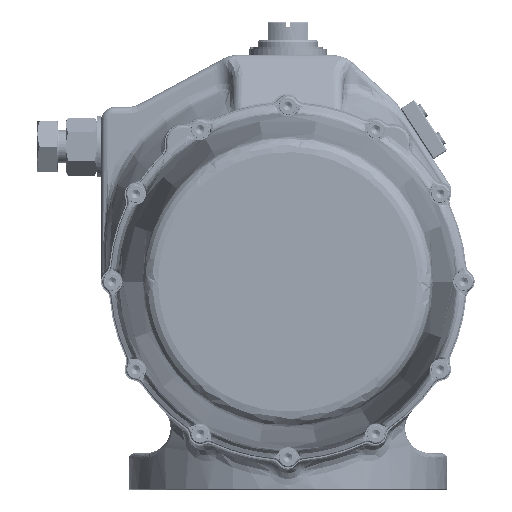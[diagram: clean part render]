
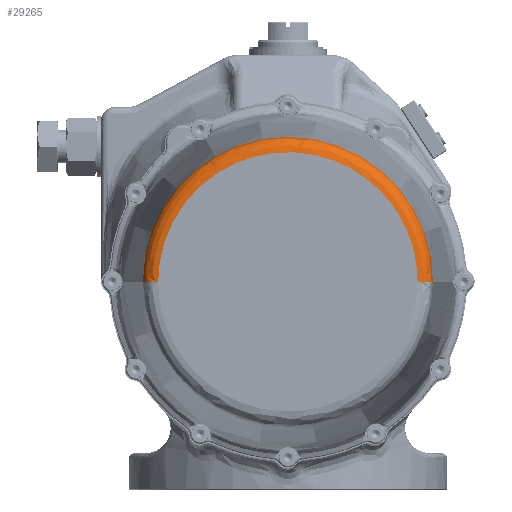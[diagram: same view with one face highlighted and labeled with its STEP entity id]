
A CAD part, left-side view. The second image highlights one B-rep face of the part: STEP entity #29265.
In plain terms, the highlighted free-form (B-spline) face has degree [3, 3] with [4, 4] control points.
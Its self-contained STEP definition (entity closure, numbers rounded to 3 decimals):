
#6876 = CARTESIAN_POINT ( 'NONE',  ( -118.049, 0., 342. ) ) ;
#10451 = CARTESIAN_POINT ( 'NONE',  ( -131.474, 0., 336.712 ) ) ;
#10845 = CIRCLE ( 'NONE', #30347, 132.015 ) ;
#11133 = DIRECTION ( 'NONE',  ( 0., 1., 0. ) ) ;
#13467 = CIRCLE ( 'NONE', #23570, 14. ) ;
#16566 = EDGE_LOOP ( 'NONE', ( #81603, #54062, #48274, #82386 ) ) ;
#17837 = CARTESIAN_POINT ( 'NONE',  ( -131.474, 262.949, 336.712 ) ) ;
#18070 = DIRECTION ( 'NONE',  ( 0., 0., -1. ) ) ;
#20359 = CARTESIAN_POINT ( 'NONE',  ( -132.015, 0., 328.977 ) ) ;
#21686 = DIRECTION ( 'NONE',  ( -1., 0., 0. ) ) ;
#23570 = AXIS2_PLACEMENT_3D ( 'NONE', #32461, #11133, #72159 ) ;
#24676 = CARTESIAN_POINT ( 'NONE',  ( 125.803, 251.607, 342. ) ) ;
#25324 =( BOUNDED_SURFACE ( )  B_SPLINE_SURFACE ( 3, 3, ( 
 ( #43943, #58415, #51340, #77700 ),
 ( #51048, #24676, #44837, #71765 ),
 ( #58704, #71482, #17837, #10451 ),
 ( #85079, #85373, #65204, #72065 ) ),
 .UNSPECIFIED., .F., .F., .F. ) 
 B_SPLINE_SURFACE_WITH_KNOTS ( ( 4, 4 ),
 ( 4, 4 ),
 ( 0., 1. ),
 ( 0., 1. ),
 .UNSPECIFIED. ) 
 GEOMETRIC_REPRESENTATION_ITEM ( )  RATIONAL_B_SPLINE_SURFACE ( (
 ( 1., 0.333, 0.333, 1.),
 ( 0.821, 0.274, 0.274, 0.821),
 ( 0.821, 0.274, 0.274, 0.821),
 ( 1., 0.333, 0.333, 1.) ) ) 
 REPRESENTATION_ITEM ( '' )  SURFACE ( )  );
#26035 = AXIS2_PLACEMENT_3D ( 'NONE', #28540, #75324, #21686 ) ;
#26047 = CARTESIAN_POINT ( 'NONE',  ( 118.049, 0., 342. ) ) ;
#28540 = CARTESIAN_POINT ( 'NONE',  ( -118.049, 0., 328. ) ) ;
#29153 = EDGE_CURVE ( 'NONE', #51136, #54862, #68692, .T. ) ;
#29265 = ADVANCED_FACE ( 'NONE', ( #66593 ), #25324, .T. ) ;
#30347 = AXIS2_PLACEMENT_3D ( 'NONE', #38519, #18070, #66018 ) ;
#30656 = EDGE_CURVE ( 'NONE', #51136, #39441, #34838, .T. ) ;
#32461 = CARTESIAN_POINT ( 'NONE',  ( 118.049, 0., 328. ) ) ;
#33158 = CARTESIAN_POINT ( 'NONE',  ( 132.015, 0., 328.977 ) ) ;
#34838 = CIRCLE ( 'NONE', #26035, 14. ) ;
#37620 = CARTESIAN_POINT ( 'NONE',  ( -118.049, 0., 342. ) ) ;
#38519 = CARTESIAN_POINT ( 'NONE',  ( 0., 0., 328.977 ) ) ;
#39441 = VERTEX_POINT ( 'NONE', #20359 ) ;
#43943 = CARTESIAN_POINT ( 'NONE',  ( 118.049, 0., 342. ) ) ;
#44837 = CARTESIAN_POINT ( 'NONE',  ( -125.803, 251.607, 342. ) ) ;
#47165 = CARTESIAN_POINT ( 'NONE',  ( -118.049, 236.099, 342. ) ) ;
#48274 = ORIENTED_EDGE ( 'NONE', *, *, #51897, .T. ) ;
#51048 = CARTESIAN_POINT ( 'NONE',  ( 125.803, 0., 342. ) ) ;
#51136 = VERTEX_POINT ( 'NONE', #37620 ) ;
#51340 = CARTESIAN_POINT ( 'NONE',  ( -118.049, 236.099, 342. ) ) ;
#51897 = EDGE_CURVE ( 'NONE', #54862, #54974, #13467, .T. ) ;
#54062 = ORIENTED_EDGE ( 'NONE', *, *, #29153, .T. ) ;
#54862 = VERTEX_POINT ( 'NONE', #26047 ) ;
#54974 = VERTEX_POINT ( 'NONE', #33158 ) ;
#58415 = CARTESIAN_POINT ( 'NONE',  ( 118.049, 236.099, 342. ) ) ;
#58704 = CARTESIAN_POINT ( 'NONE',  ( 131.474, 0., 336.712 ) ) ;
#65204 = CARTESIAN_POINT ( 'NONE',  ( -132.015, 264.031, 328.977 ) ) ;
#66018 = DIRECTION ( 'NONE',  ( -1., 0., 0. ) ) ;
#66593 = FACE_OUTER_BOUND ( 'NONE', #16566, .T. ) ;
#66998 = CARTESIAN_POINT ( 'NONE',  ( 118.049, 0., 342. ) ) ;
#67296 = CARTESIAN_POINT ( 'NONE',  ( 118.049, 236.099, 342. ) ) ;
#68692 =( BOUNDED_CURVE ( )  B_SPLINE_CURVE ( 3, ( #6876, #47165, #67296, #66998 ),
 .UNSPECIFIED., .F., .F. ) 
 B_SPLINE_CURVE_WITH_KNOTS ( ( 4, 4 ),
 ( 0.5, 1. ),
 .UNSPECIFIED. ) 
 CURVE ( )  GEOMETRIC_REPRESENTATION_ITEM ( )  RATIONAL_B_SPLINE_CURVE ( ( 1., 0.333, 0.333, 1. ) ) 
 REPRESENTATION_ITEM ( '' )  );
#71482 = CARTESIAN_POINT ( 'NONE',  ( 131.474, 262.949, 336.712 ) ) ;
#71765 = CARTESIAN_POINT ( 'NONE',  ( -125.803, 0., 342. ) ) ;
#72065 = CARTESIAN_POINT ( 'NONE',  ( -132.015, 0., 328.977 ) ) ;
#72159 = DIRECTION ( 'NONE',  ( 1., 0., 0. ) ) ;
#74171 = EDGE_CURVE ( 'NONE', #39441, #54974, #10845, .T. ) ;
#75324 = DIRECTION ( 'NONE',  ( 0., -1., 0. ) ) ;
#77700 = CARTESIAN_POINT ( 'NONE',  ( -118.049, 0., 342. ) ) ;
#81603 = ORIENTED_EDGE ( 'NONE', *, *, #30656, .F. ) ;
#82386 = ORIENTED_EDGE ( 'NONE', *, *, #74171, .F. ) ;
#85079 = CARTESIAN_POINT ( 'NONE',  ( 132.015, 0., 328.977 ) ) ;
#85373 = CARTESIAN_POINT ( 'NONE',  ( 132.015, 264.031, 328.977 ) ) ;
